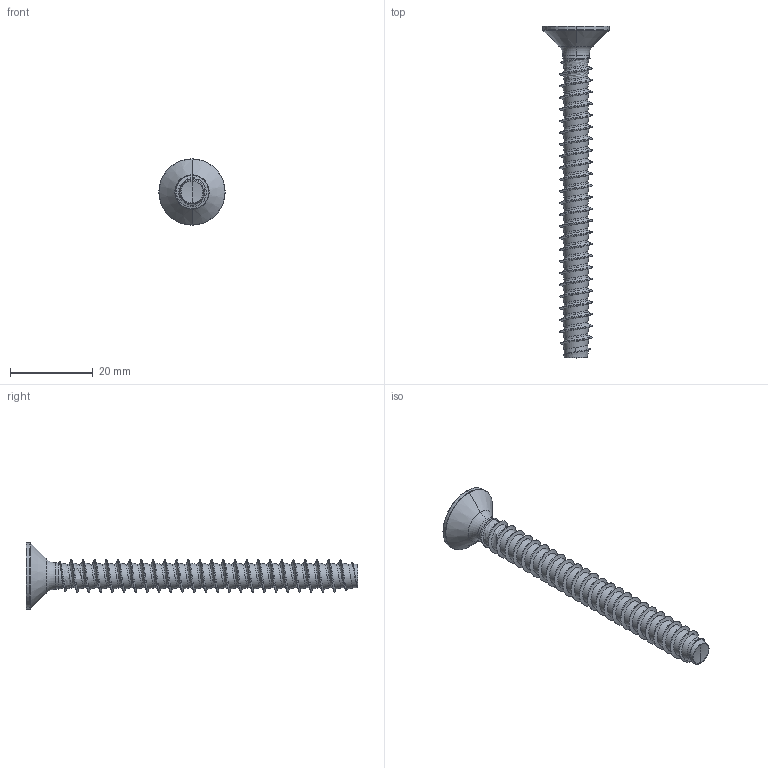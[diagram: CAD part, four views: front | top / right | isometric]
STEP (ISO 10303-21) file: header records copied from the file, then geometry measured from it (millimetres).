
FILE_DESCRIPTION (( 'STEP AP203' ), '1' );
FILE_NAME ('STP410800800.STEP', '2017-08-16T14:28:02', ( '' ), ( '' ), 'SwSTEP 2.0', 'SolidWorks 2015', '' );
FILE_SCHEMA (( 'CONFIG_CONTROL_DESIGN' ));
Length unit declared in the file: millimetre
Products named in the file (1): STP410800800
Bounding box: 16 x 80 x 16 mm (x, y, z)
Volume: 2835.9 mm3; surface area: 2786.6 mm2
Topology: 1 solids, 1 shells, 133 faces, 345 edges, 214 vertices
Faces by surface type: cylinder 76, bspline 35, cone 12, torus 6, sphere 2, plane 2
Entity records: 39736 total; most frequent: CARTESIAN_POINT 36948, ORIENTED_EDGE 686, DIRECTION 410, EDGE_CURVE 343, VERTEX_POINT 214, AXIS2_PLACEMENT_3D 159, B_SPLINE_CURVE_WITH_KNOTS 140, EDGE_LOOP 135
